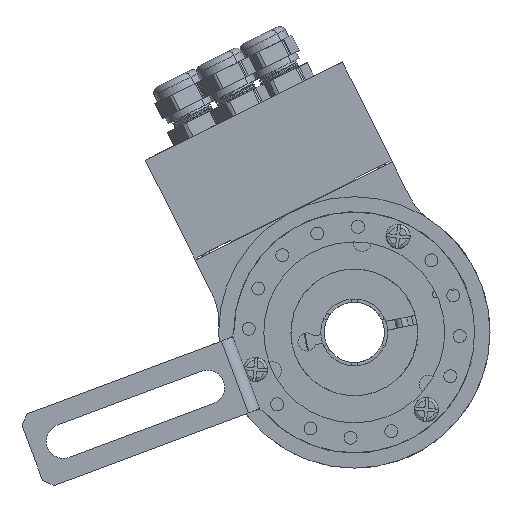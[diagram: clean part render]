
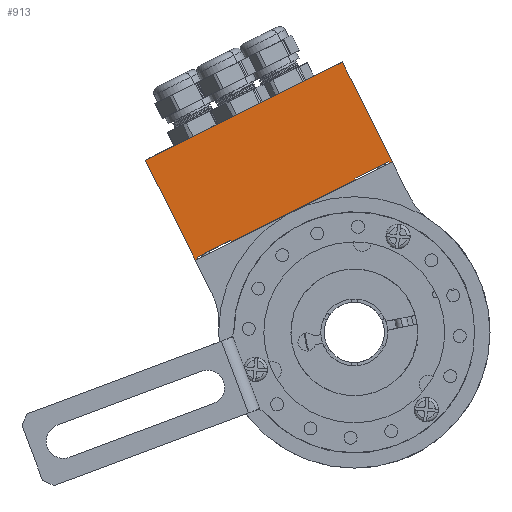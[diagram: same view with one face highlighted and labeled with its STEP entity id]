
A CAD part, front view. The second image highlights one B-rep face of the part: STEP entity #913.
In plain terms, the highlighted face is planar.
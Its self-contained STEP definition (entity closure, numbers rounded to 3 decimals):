
#594 = EDGE_CURVE ( 'NONE', #1709, #1710, #8556, .T. ) ;
#598 = EDGE_CURVE ( 'NONE', #1713, #1714, #8560, .T. ) ;
#619 = EDGE_CURVE ( 'NONE', #1734, #1731, #8573, .T. ) ;
#737 = EDGE_CURVE ( 'NONE', #1742, #1741, #8804, .T. ) ;
#740 = EDGE_CURVE ( 'NONE', #1741, #1731, #8807, .T. ) ;
#741 = EDGE_CURVE ( 'NONE', #1743, #1734, #8808, .T. ) ;
#742 = EDGE_CURVE ( 'NONE', #1743, #1714, #8809, .T. ) ;
#743 = EDGE_CURVE ( 'NONE', #1744, #1713, #8810, .T. ) ;
#744 = EDGE_CURVE ( 'NONE', #1745, #1744, #8811, .T. ) ;
#745 = EDGE_CURVE ( 'NONE', #1745, #1710, #8812, .T. ) ;
#746 = EDGE_CURVE ( 'NONE', #1746, #1709, #8813, .T. ) ;
#747 = EDGE_CURVE ( 'NONE', #1742, #1746, #8814, .T. ) ;
#913 = ADVANCED_FACE ( 'NONE', ( #8948 ), #10633, .F. ) ;
#1300 = ORIENTED_EDGE ( 'NONE', *, *, #741, .F. ) ;
#1301 = ORIENTED_EDGE ( 'NONE', *, *, #740, .T. ) ;
#1302 = ORIENTED_EDGE ( 'NONE', *, *, #619, .F. ) ;
#1303 = ORIENTED_EDGE ( 'NONE', *, *, #598, .F. ) ;
#1304 = ORIENTED_EDGE ( 'NONE', *, *, #742, .T. ) ;
#1305 = ORIENTED_EDGE ( 'NONE', *, *, #743, .F. ) ;
#1306 = ORIENTED_EDGE ( 'NONE', *, *, #745, .T. ) ;
#1307 = ORIENTED_EDGE ( 'NONE', *, *, #744, .F. ) ;
#1308 = ORIENTED_EDGE ( 'NONE', *, *, #594, .F. ) ;
#1309 = ORIENTED_EDGE ( 'NONE', *, *, #746, .F. ) ;
#1310 = ORIENTED_EDGE ( 'NONE', *, *, #737, .T. ) ;
#1311 = ORIENTED_EDGE ( 'NONE', *, *, #747, .F. ) ;
#1709 = VERTEX_POINT ( 'NONE', #11033 ) ;
#1710 = VERTEX_POINT ( 'NONE', #11034 ) ;
#1713 = VERTEX_POINT ( 'NONE', #11037 ) ;
#1714 = VERTEX_POINT ( 'NONE', #11038 ) ;
#1731 = VERTEX_POINT ( 'NONE', #11055 ) ;
#1734 = VERTEX_POINT ( 'NONE', #11058 ) ;
#1741 = VERTEX_POINT ( 'NONE', #11065 ) ;
#1742 = VERTEX_POINT ( 'NONE', #11066 ) ;
#1743 = VERTEX_POINT ( 'NONE', #11067 ) ;
#1744 = VERTEX_POINT ( 'NONE', #11068 ) ;
#1745 = VERTEX_POINT ( 'NONE', #11069 ) ;
#1746 = VERTEX_POINT ( 'NONE', #11070 ) ;
#3219 = EDGE_LOOP ( 'NONE', ( #1301, #1302, #1300, #1304, #1303, #1305, #1307, #1306, #1308, #1309, #1311, #1310 ) ) ;
#7425 = CARTESIAN_POINT ( 'NONE',  ( 0., 0., 36.4 ) ) ;
#7426 = DIRECTION ( 'NONE',  ( -1., 0., 0. ) ) ;
#7433 = CARTESIAN_POINT ( 'NONE',  ( 0., 0., 36.4 ) ) ;
#7434 = DIRECTION ( 'NONE',  ( -1., 0., 0. ) ) ;
#7483 = CARTESIAN_POINT ( 'NONE',  ( 0., 0., 36.4 ) ) ;
#7484 = DIRECTION ( 'NONE',  ( 0., 0., -1. ) ) ;
#7849 = VECTOR ( 'NONE', #7426, 1000. ) ;
#7853 = VECTOR ( 'NONE', #7434, 1000. ) ;
#7883 = VECTOR ( 'NONE', #7484, 1000. ) ;
#7998 = VECTOR ( 'NONE', #9900, 1000. ) ;
#8001 = VECTOR ( 'NONE', #9906, 1000. ) ;
#8002 = VECTOR ( 'NONE', #9908, 1000. ) ;
#8003 = VECTOR ( 'NONE', #9910, 1000. ) ;
#8004 = VECTOR ( 'NONE', #9912, 1000. ) ;
#8006 = VECTOR ( 'NONE', #9914, 1000. ) ;
#8007 = VECTOR ( 'NONE', #9916, 1000. ) ;
#8008 = VECTOR ( 'NONE', #9918, 1000. ) ;
#8010 = VECTOR ( 'NONE', #9920, 1000. ) ;
#8196 = AXIS2_PLACEMENT_3D ( 'NONE', #10634, #10635, #10636 ) ;
#8556 = LINE ( 'NONE', #7425, #7849 ) ;
#8560 = LINE ( 'NONE', #7433, #7853 ) ;
#8573 = LINE ( 'NONE', #7483, #7883 ) ;
#8804 = LINE ( 'NONE', #9899, #7998 ) ;
#8807 = LINE ( 'NONE', #9905, #8001 ) ;
#8808 = LINE ( 'NONE', #9907, #8002 ) ;
#8809 = LINE ( 'NONE', #9909, #8003 ) ;
#8810 = LINE ( 'NONE', #9911, #8004 ) ;
#8811 = LINE ( 'NONE', #9913, #8006 ) ;
#8812 = LINE ( 'NONE', #9915, #8007 ) ;
#8813 = LINE ( 'NONE', #9917, #8008 ) ;
#8814 = LINE ( 'NONE', #9919, #8010 ) ;
#8948 = FACE_OUTER_BOUND ( 'NONE', #3219, .T. ) ;
#9899 = CARTESIAN_POINT ( 'NONE',  ( 73., 0., 36.4 ) ) ;
#9900 = DIRECTION ( 'NONE',  ( 0., 0., -1. ) ) ;
#9905 = CARTESIAN_POINT ( 'NONE',  ( 0., 0., 0. ) ) ;
#9906 = DIRECTION ( 'NONE',  ( -1., 0., 0. ) ) ;
#9907 = CARTESIAN_POINT ( 'NONE',  ( 0., 0., 37. ) ) ;
#9908 = DIRECTION ( 'NONE',  ( -1., 0., 0. ) ) ;
#9909 = CARTESIAN_POINT ( 'NONE',  ( 1., 0., 37. ) ) ;
#9910 = DIRECTION ( 'NONE',  ( 0., 0., -1. ) ) ;
#9911 = CARTESIAN_POINT ( 'NONE',  ( 13.5, 0., 37. ) ) ;
#9912 = DIRECTION ( 'NONE',  ( 0., 0., -1. ) ) ;
#9913 = CARTESIAN_POINT ( 'NONE',  ( 13.5, 0., 37. ) ) ;
#9914 = DIRECTION ( 'NONE',  ( -1., 0., 0. ) ) ;
#9915 = CARTESIAN_POINT ( 'NONE',  ( 59.5, 0., 37. ) ) ;
#9916 = DIRECTION ( 'NONE',  ( 0., 0., -1. ) ) ;
#9917 = CARTESIAN_POINT ( 'NONE',  ( 72., 0., 37. ) ) ;
#9918 = DIRECTION ( 'NONE',  ( 0., 0., -1. ) ) ;
#9919 = CARTESIAN_POINT ( 'NONE',  ( 72., 0., 37. ) ) ;
#9920 = DIRECTION ( 'NONE',  ( -1., 0., 0. ) ) ;
#10633 = PLANE ( 'NONE',  #8196 ) ;
#10634 = CARTESIAN_POINT ( 'NONE',  ( 0., 0., 36.4 ) ) ;
#10635 = DIRECTION ( 'NONE',  ( 0., -1., 0. ) ) ;
#10636 = DIRECTION ( 'NONE',  ( 0., 0., -1. ) ) ;
#11033 = CARTESIAN_POINT ( 'NONE',  ( 72., 0., 36.4 ) ) ;
#11034 = CARTESIAN_POINT ( 'NONE',  ( 59.5, 0., 36.4 ) ) ;
#11037 = CARTESIAN_POINT ( 'NONE',  ( 13.5, 0., 36.4 ) ) ;
#11038 = CARTESIAN_POINT ( 'NONE',  ( 1., 0., 36.4 ) ) ;
#11055 = CARTESIAN_POINT ( 'NONE',  ( 0., 0., 0. ) ) ;
#11058 = CARTESIAN_POINT ( 'NONE',  ( 0., 0., 37. ) ) ;
#11065 = CARTESIAN_POINT ( 'NONE',  ( 73., 0., 0. ) ) ;
#11066 = CARTESIAN_POINT ( 'NONE',  ( 73., 0., 37. ) ) ;
#11067 = CARTESIAN_POINT ( 'NONE',  ( 1., 0., 37. ) ) ;
#11068 = CARTESIAN_POINT ( 'NONE',  ( 13.5, 0., 37. ) ) ;
#11069 = CARTESIAN_POINT ( 'NONE',  ( 59.5, 0., 37. ) ) ;
#11070 = CARTESIAN_POINT ( 'NONE',  ( 72., 0., 37. ) ) ;
